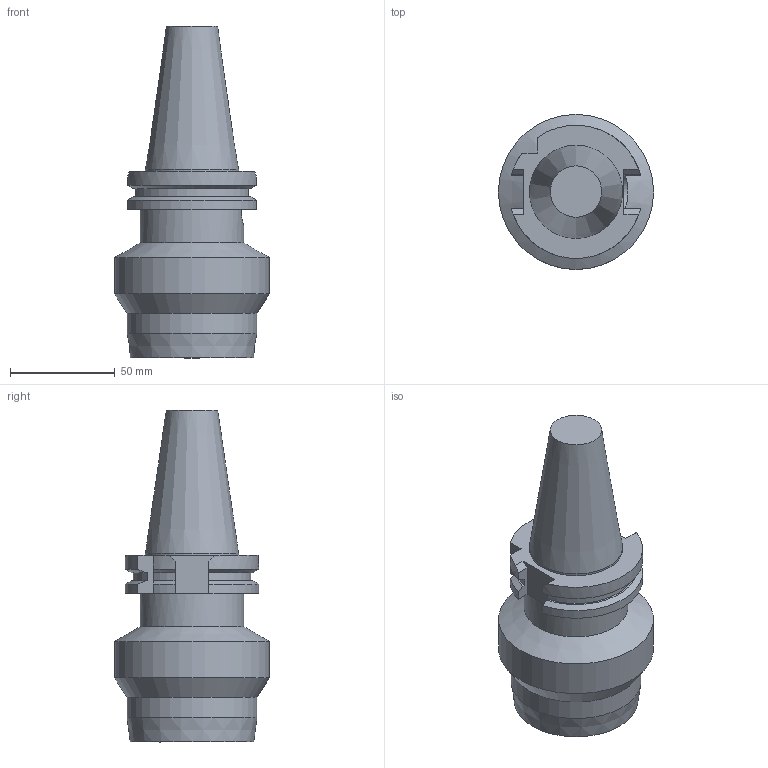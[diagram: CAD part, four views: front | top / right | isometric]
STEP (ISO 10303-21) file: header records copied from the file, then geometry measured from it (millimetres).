
FILE_DESCRIPTION((''),'1');
FILE_NAME('BDV40-HDC31-90.stp','2023-06-01T05:02:47',(''),(''),'Spatial Interop R21 SP3','Kubotek KeyCreator 2011 V10.0.2 (22737)',' ');
FILE_SCHEMA(('automotive_design'));
Length unit declared in the file: millimetre
Products named in the file (1): 240[2]
Bounding box: 74 x 74 x 158.4 mm (x, y, z)
Volume: 271691.7 mm3; surface area: 42341.7 mm2
Topology: 1 solids, 1 shells, 48 faces, 126 edges, 82 vertices
Faces by surface type: plane 23, cylinder 15, cone 10
Full cylindrical faces by diameter (mm): 31 x1, 44.45 x1, 49.5 x1, 62 x1, 74 x1
Entity records: 2637 total; most frequent: CARTESIAN_POINT 308, DIRECTION 242, ORIENTED_EDGE 232, PRESENTATION_STYLE_ASSIGNMENT 214, COLOUR_RGB 214, STYLED_ITEM 165, CURVE_STYLE 165, DRAUGHTING_PRE_DEFINED_CURVE_FONT 165
